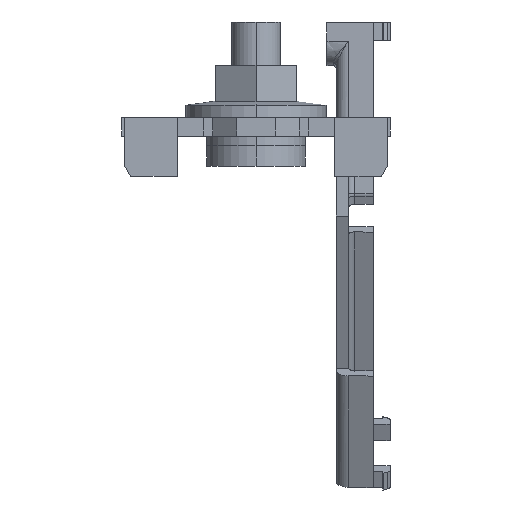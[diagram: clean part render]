
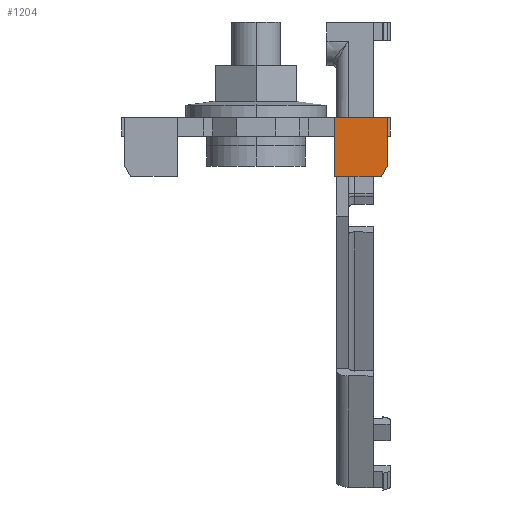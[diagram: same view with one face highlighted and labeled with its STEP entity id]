
A CAD part, left-side view. The second image highlights one B-rep face of the part: STEP entity #1204.
In plain terms, the highlighted planar face has unit normal (-1, 0, 0).
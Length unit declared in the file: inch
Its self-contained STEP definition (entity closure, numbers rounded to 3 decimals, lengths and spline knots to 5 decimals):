
#383=DIRECTION('',(0.,1.,0.));
#384=VECTOR('',#383,0.33465);
#385=CARTESIAN_POINT('',(18.94105,2.52155,-4.1811));
#386=LINE('',#385,#384);
#415=DIRECTION('',(0.,0.,-1.));
#416=VECTOR('',#415,0.37402);
#417=CARTESIAN_POINT('',(18.94105,2.85619,-4.1811));
#418=LINE('',#417,#416);
#428=DIRECTION('',(0.,0.5,-0.866));
#429=VECTOR('',#428,0.07428);
#430=CARTESIAN_POINT('',(18.94105,2.52155,-4.49079));
#431=LINE('',#430,#429);
#432=DIRECTION('',(0.,1.,0.));
#433=VECTOR('',#432,0.2975);
#434=CARTESIAN_POINT('',(18.94105,2.55869,-4.55512));
#435=LINE('',#434,#433);
#436=DIRECTION('',(0.,0.,1.));
#437=VECTOR('',#436,0.30969);
#438=CARTESIAN_POINT('',(18.94105,2.52155,-4.49079));
#439=LINE('',#438,#437);
#807=CARTESIAN_POINT('',(18.94105,2.85619,-4.1811));
#808=VERTEX_POINT('',#807);
#873=CARTESIAN_POINT('',(18.94105,2.52155,-4.1811));
#874=VERTEX_POINT('',#873);
#883=CARTESIAN_POINT('',(18.94105,2.85619,-4.55512));
#884=VERTEX_POINT('',#883);
#889=CARTESIAN_POINT('',(18.94105,2.52155,-4.49079));
#890=VERTEX_POINT('',#889);
#891=CARTESIAN_POINT('',(18.94105,2.55869,-4.55512));
#892=VERTEX_POINT('',#891);
#1189=CARTESIAN_POINT('',(18.94105,2.50186,-4.55512));
#1190=DIRECTION('',(-1.,0.,0.));
#1191=DIRECTION('',(0.,0.,1.));
#1192=AXIS2_PLACEMENT_3D('',#1189,#1190,#1191);
#1193=PLANE('',#1192);
#1194=ORIENTED_EDGE('',*,*,#1171,.F.);
#1195=ORIENTED_EDGE('',*,*,#1136,.F.);
#1197=ORIENTED_EDGE('',*,*,#1196,.F.);
#1199=ORIENTED_EDGE('',*,*,#1198,.T.);
#1201=ORIENTED_EDGE('',*,*,#1200,.T.);
#1202=EDGE_LOOP('',(#1194,#1195,#1197,#1199,#1201));
#1203=FACE_OUTER_BOUND('',#1202,.F.);
#1136=EDGE_CURVE('',#874,#808,#386,.T.);
#1171=EDGE_CURVE('',#808,#884,#418,.T.);
#1196=EDGE_CURVE('',#890,#874,#439,.T.);
#1198=EDGE_CURVE('',#890,#892,#431,.T.);
#1200=EDGE_CURVE('',#892,#884,#435,.T.);
#1204=ADVANCED_FACE('',(#1203),#1193,.T.);
